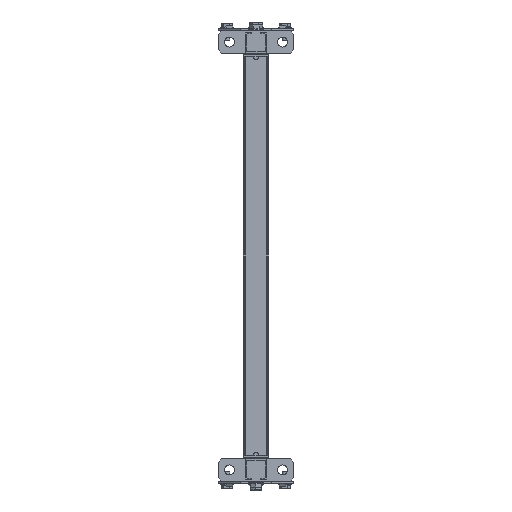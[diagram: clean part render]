
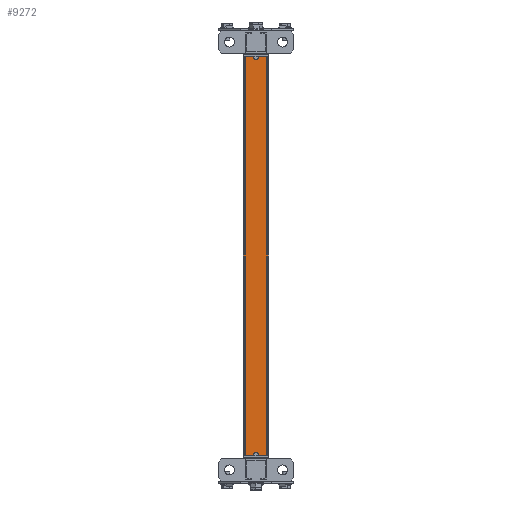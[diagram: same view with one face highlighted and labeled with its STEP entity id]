
A CAD part, front view. The second image highlights one B-rep face of the part: STEP entity #9272.
In plain terms, the highlighted face is planar.
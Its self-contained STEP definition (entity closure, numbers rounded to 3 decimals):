
#30 = CARTESIAN_POINT ( 'NONE',  ( 16., 0., 17. ) ) ;
#73 = DIRECTION ( 'NONE',  ( 1., 0., 0. ) ) ;
#119 = FACE_OUTER_BOUND ( 'NONE', #8840, .T. ) ;
#140 = AXIS2_PLACEMENT_3D ( 'NONE', #1382, #6222, #3891 ) ;
#204 = AXIS2_PLACEMENT_3D ( 'NONE', #9372, #9441, #4496 ) ;
#211 = EDGE_CURVE ( 'NONE', #7014, #410, #8515, .T. ) ;
#410 = VERTEX_POINT ( 'NONE', #3444 ) ;
#709 = DIRECTION ( 'NONE',  ( 1., 0., 0. ) ) ;
#1347 = VERTEX_POINT ( 'NONE', #3837 ) ;
#1382 = CARTESIAN_POINT ( 'NONE',  ( 0., 0., 17. ) ) ;
#1534 = VECTOR ( 'NONE', #5692, 1000. ) ;
#1563 = CARTESIAN_POINT ( 'NONE',  ( 4., 526., 17. ) ) ;
#1647 = EDGE_CURVE ( 'NONE', #8837, #2775, #2115, .T. ) ;
#1688 = EDGE_CURVE ( 'NONE', #410, #5391, #6917, .T. ) ;
#1737 = ORIENTED_EDGE ( 'NONE', *, *, #3322, .T. ) ;
#1977 = VECTOR ( 'NONE', #4473, 1000. ) ;
#2115 = LINE ( 'NONE', #8387, #3946 ) ;
#2150 = EDGE_CURVE ( 'NONE', #8837, #9247, #7680, .T. ) ;
#2264 = ORIENTED_EDGE ( 'NONE', *, *, #4856, .T. ) ;
#2775 = VERTEX_POINT ( 'NONE', #30 ) ;
#3216 = CARTESIAN_POINT ( 'NONE',  ( -16., 526., 17. ) ) ;
#3322 = EDGE_CURVE ( 'NONE', #7014, #1347, #4778, .T. ) ;
#3326 = LINE ( 'NONE', #8398, #10196 ) ;
#3444 = CARTESIAN_POINT ( 'NONE',  ( -4., 526., 17. ) ) ;
#3512 = VERTEX_POINT ( 'NONE', #6057 ) ;
#3837 = CARTESIAN_POINT ( 'NONE',  ( -16., 0., 17. ) ) ;
#3891 = DIRECTION ( 'NONE',  ( 1., 0., 0. ) ) ;
#3946 = VECTOR ( 'NONE', #4226, 1000. ) ;
#4048 = LINE ( 'NONE', #7842, #1977 ) ;
#4226 = DIRECTION ( 'NONE',  ( 1., 0., 0. ) ) ;
#4473 = DIRECTION ( 'NONE',  ( 0., 1., 0. ) ) ;
#4496 = DIRECTION ( 'NONE',  ( -1., 0., 0. ) ) ;
#4584 = ORIENTED_EDGE ( 'NONE', *, *, #2150, .F. ) ;
#4772 = ORIENTED_EDGE ( 'NONE', *, *, #1647, .T. ) ;
#4778 = LINE ( 'NONE', #4880, #1534 ) ;
#4856 = EDGE_CURVE ( 'NONE', #1347, #9247, #3326, .T. ) ;
#4880 = CARTESIAN_POINT ( 'NONE',  ( -16., 526., 17. ) ) ;
#5043 = CARTESIAN_POINT ( 'NONE',  ( 0., 526., 17. ) ) ;
#5229 = AXIS2_PLACEMENT_3D ( 'NONE', #5043, #7463, #73 ) ;
#5391 = VERTEX_POINT ( 'NONE', #1563 ) ;
#5604 = CARTESIAN_POINT ( 'NONE',  ( -17., 526., 17. ) ) ;
#5692 = DIRECTION ( 'NONE',  ( 0., -1., 0. ) ) ;
#6051 = PLANE ( 'NONE',  #204 ) ;
#6057 = CARTESIAN_POINT ( 'NONE',  ( 16., 526., 17. ) ) ;
#6094 = EDGE_CURVE ( 'NONE', #5391, #3512, #7571, .T. ) ;
#6222 = DIRECTION ( 'NONE',  ( 0., 0., 1. ) ) ;
#6259 = ORIENTED_EDGE ( 'NONE', *, *, #6875, .T. ) ;
#6478 = CARTESIAN_POINT ( 'NONE',  ( -17., 526., 17. ) ) ;
#6875 = EDGE_CURVE ( 'NONE', #2775, #3512, #4048, .T. ) ;
#6917 = CIRCLE ( 'NONE', #5229, 4. ) ;
#7014 = VERTEX_POINT ( 'NONE', #3216 ) ;
#7266 = DIRECTION ( 'NONE',  ( 1., 0., 0. ) ) ;
#7454 = ORIENTED_EDGE ( 'NONE', *, *, #1688, .F. ) ;
#7463 = DIRECTION ( 'NONE',  ( 0., 0., 1. ) ) ;
#7571 = LINE ( 'NONE', #6478, #10171 ) ;
#7680 = CIRCLE ( 'NONE', #140, 4. ) ;
#7755 = CARTESIAN_POINT ( 'NONE',  ( -4., 0., 17. ) ) ;
#7841 = ORIENTED_EDGE ( 'NONE', *, *, #6094, .F. ) ;
#7842 = CARTESIAN_POINT ( 'NONE',  ( 16., 526., 17. ) ) ;
#8387 = CARTESIAN_POINT ( 'NONE',  ( -17., 0., 17. ) ) ;
#8398 = CARTESIAN_POINT ( 'NONE',  ( -17., 0., 17. ) ) ;
#8515 = LINE ( 'NONE', #5604, #8761 ) ;
#8761 = VECTOR ( 'NONE', #709, 1000. ) ;
#8837 = VERTEX_POINT ( 'NONE', #8946 ) ;
#8840 = EDGE_LOOP ( 'NONE', ( #2264, #4584, #4772, #6259, #7841, #7454, #9083, #1737 ) ) ;
#8946 = CARTESIAN_POINT ( 'NONE',  ( 4., 0., 17. ) ) ;
#9083 = ORIENTED_EDGE ( 'NONE', *, *, #211, .F. ) ;
#9214 = DIRECTION ( 'NONE',  ( 1., 0., 0. ) ) ;
#9247 = VERTEX_POINT ( 'NONE', #7755 ) ;
#9272 = ADVANCED_FACE ( 'NONE', ( #119 ), #6051, .F. ) ;
#9372 = CARTESIAN_POINT ( 'NONE',  ( -17., 526., 17. ) ) ;
#9441 = DIRECTION ( 'NONE',  ( 0., 0., -1. ) ) ;
#10171 = VECTOR ( 'NONE', #7266, 1000. ) ;
#10196 = VECTOR ( 'NONE', #9214, 1000. ) ;
